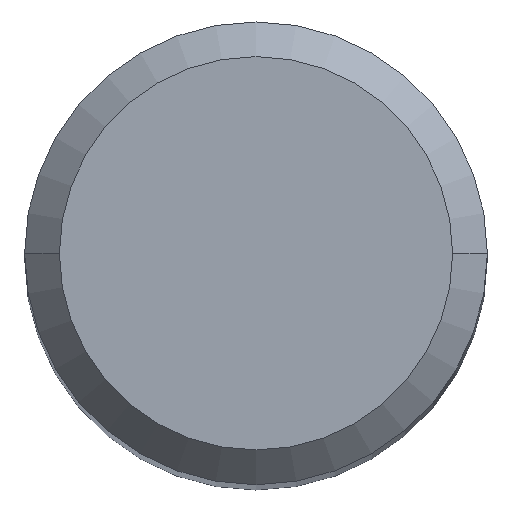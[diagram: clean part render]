
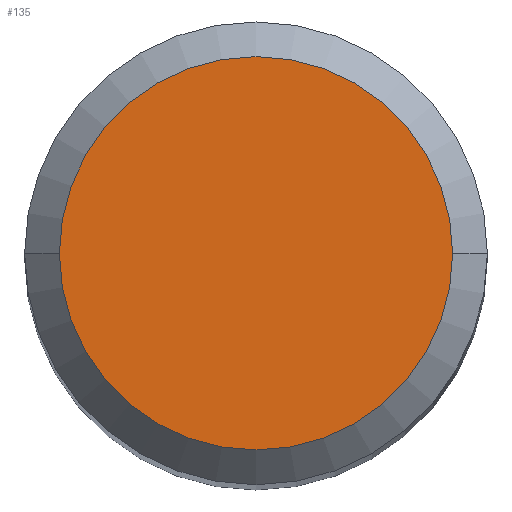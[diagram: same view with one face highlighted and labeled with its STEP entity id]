
A CAD part, top view. The second image highlights one B-rep face of the part: STEP entity #135.
In plain terms, the highlighted planar face has unit normal (0, 0, 1).
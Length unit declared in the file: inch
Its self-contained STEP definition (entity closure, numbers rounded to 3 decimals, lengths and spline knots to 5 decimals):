
#20 = AXIS2_PLACEMENT_3D ( 'NONE', #31, #148, #373 ) ;
#23 = ORIENTED_EDGE ( 'NONE', *, *, #116, .T. ) ;
#31 = CARTESIAN_POINT ( 'NONE',  ( 0., 0., 0. ) ) ;
#98 = AXIS2_PLACEMENT_3D ( 'NONE', #487, #146, #445 ) ;
#116 = EDGE_CURVE ( 'NONE', #351, #436, #157, .T. ) ;
#135 = ADVANCED_FACE ( 'NONE', ( #185 ), #334, .F. ) ;
#143 = CARTESIAN_POINT ( 'NONE',  ( 0., 0., 0. ) ) ;
#146 = DIRECTION ( 'NONE',  ( 0., 0., -1. ) ) ;
#148 = DIRECTION ( 'NONE',  ( 0., 0., 1. ) ) ;
#157 = CIRCLE ( 'NONE', #20, 0.10039 ) ;
#184 = EDGE_CURVE ( 'NONE', #436, #351, #408, .T. ) ;
#185 = FACE_OUTER_BOUND ( 'NONE', #416, .T. ) ;
#227 = CARTESIAN_POINT ( 'NONE',  ( 0.10039, 0., 0. ) ) ;
#238 = CARTESIAN_POINT ( 'NONE',  ( -0.10039, 0., 0. ) ) ;
#268 = AXIS2_PLACEMENT_3D ( 'NONE', #143, #294, #443 ) ;
#294 = DIRECTION ( 'NONE',  ( 0., 0., 1. ) ) ;
#317 = ORIENTED_EDGE ( 'NONE', *, *, #184, .T. ) ;
#334 = PLANE ( 'NONE',  #98 ) ;
#351 = VERTEX_POINT ( 'NONE', #238 ) ;
#373 = DIRECTION ( 'NONE',  ( 1., 0., 0. ) ) ;
#408 = CIRCLE ( 'NONE', #268, 0.10039 ) ;
#416 = EDGE_LOOP ( 'NONE', ( #23, #317 ) ) ;
#436 = VERTEX_POINT ( 'NONE', #227 ) ;
#443 = DIRECTION ( 'NONE',  ( 1., 0., 0. ) ) ;
#445 = DIRECTION ( 'NONE',  ( -1., 0., 0. ) ) ;
#487 = CARTESIAN_POINT ( 'NONE',  ( 0., 0., 0. ) ) ;
